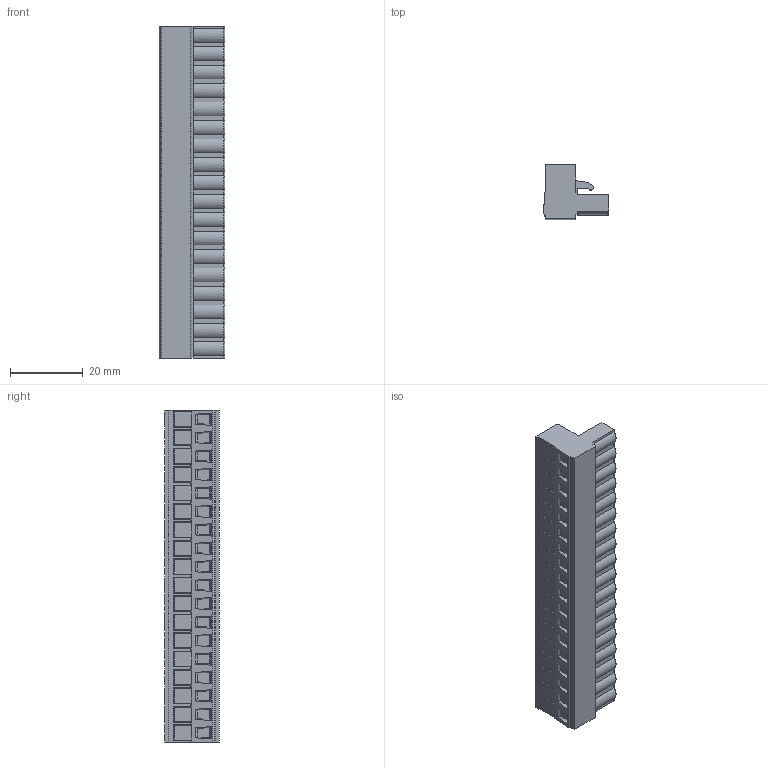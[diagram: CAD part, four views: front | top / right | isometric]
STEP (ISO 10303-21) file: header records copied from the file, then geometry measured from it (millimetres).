
FILE_DESCRIPTION (( 'STEP AP214' ), '1' );
FILE_NAME ('CUI_DEVICES_TBP01P1-508-18BE.step', '2019-10-21T09:51:13', ( '' ), ( '' ), 'SwSTEP 2.0', 'SolidWorks 2019', '' );
FILE_SCHEMA (( 'AUTOMOTIVE_DESIGN' ));
Length unit declared in the file: millimetre
Products named in the file (1): CUI_DEVICES_TBP01P1-508-18BE
Bounding box: 18 x 15 x 91.44 mm (x, y, z)
Volume: 15006.1 mm3; surface area: 7549.7 mm2
Topology: 1 solids, 1 shells, 701 faces, 1788 edges, 1144 vertices
Faces by surface type: plane 455, cylinder 192, cone 36, bspline 18
Entity records: 22874 total; most frequent: CARTESIAN_POINT 4498, ORIENTED_EDGE 3576, DIRECTION 3558, EDGE_CURVE 1788, LINE 1242, VECTOR 1242, AXIS2_PLACEMENT_3D 1158, VERTEX_POINT 1144
